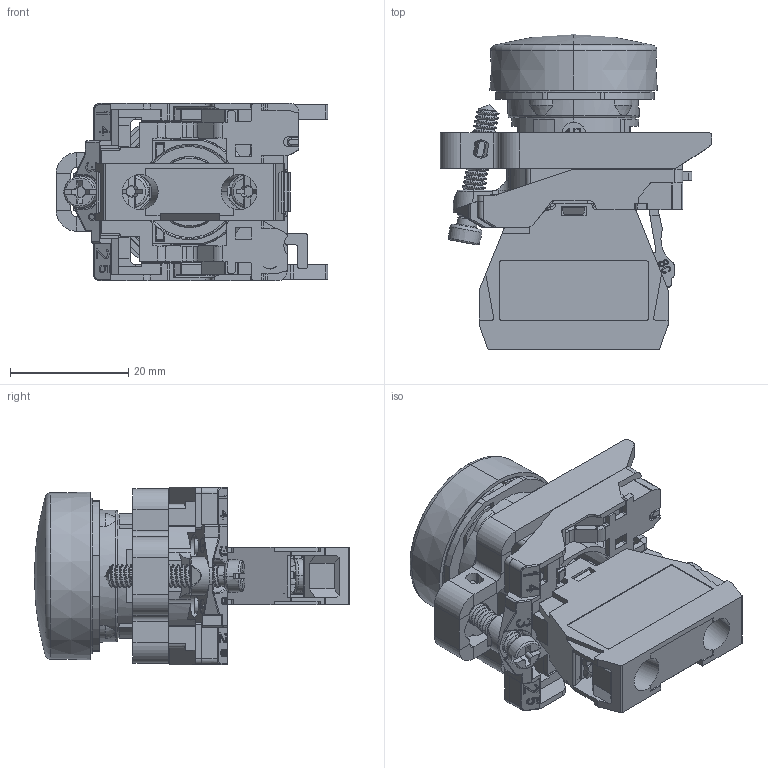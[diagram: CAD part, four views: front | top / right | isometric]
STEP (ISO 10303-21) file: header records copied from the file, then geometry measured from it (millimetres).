
FILE_DESCRIPTION((''),'2;1');
FILE_NAME('XB4BVB3_ASM','2023-03-04T',('Administrator'),('zyb.com'),'PRO/ENGINEER BY PARAMETRIC TECHNOLOGY CORPORATION, 2010280','PRO/ENGINEER BY PARAMETRIC TECHNOLOGY CORPORATION, 2010280','');
FILE_SCHEMA(('AUTOMOTIVE_DESIGN { 1 0 10303 214 1 1 1 1 }'));
Products named in the file (4): ZB4BE009; ZBVB3; ZB4BV033; XB4BVB3_ASM
Assembly tree (3 placements, depth 2):
  XB4BVB3_ASM
    ZB4BE009
    ZBVB3
    ZB4BV033
Bounding box: 46 x 53.4 x 30 mm (x, y, z)
Volume: 16153.5 mm3; surface area: 25419.9 mm2
Topology: 16 solids, 28 shells, 4256 faces, 11586 edges, 7358 vertices
Faces by surface type: plane 2183, cylinder 1086, bspline 335, extrusion 234, cone 205, torus 165, sphere 48
Entity records: 191952 total; most frequent: CARTESIAN_POINT 56473, ORIENTED_EDGE 23140, DIRECTION 19822, EDGE_CURVE 11570, VERTEX_POINT 7358, VECTOR 7152, LINE 6918, AXIS2_PLACEMENT_3D 6335
